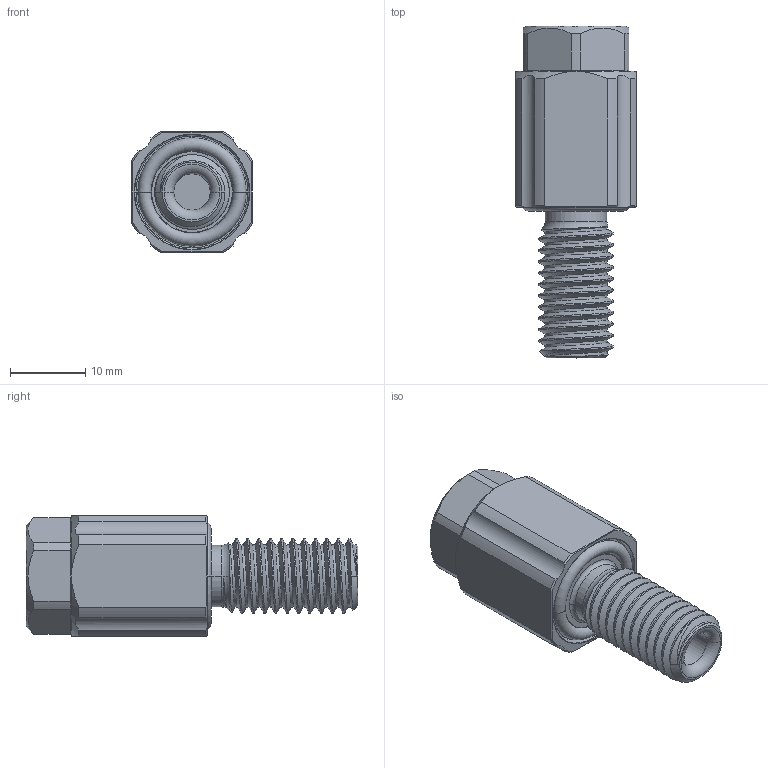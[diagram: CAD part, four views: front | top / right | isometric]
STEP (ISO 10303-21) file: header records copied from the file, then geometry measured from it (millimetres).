
FILE_DESCRIPTION (( 'STEP AP214' ), '1' );
FILE_NAME ('WLP-M10-6.5MM-R1-PUBLIC.STEP', '2021-06-03T23:47:59', ( '' ), ( '' ), 'SwSTEP 2.0', 'SolidWorks 2020', '' );
FILE_SCHEMA (( 'AUTOMOTIVE_DESIGN' ));
Length unit declared in the file: foot
Products named in the file (1): WLP-M10-6.5MM-R1-PUBLIC
Bounding box: 16 x 44 x 16 mm (x, y, z)
Surface area: 3394.2 mm2 (no closed solid volume)
Topology: 0 solids, 4 shells, 116 faces, 306 edges, 196 vertices
Faces by surface type: cylinder 50, cone 25, plane 24, torus 14, bspline 3
Entity records: 8683 total; most frequent: CARTESIAN_POINT 4466, ORIENTED_EDGE 584, DIRECTION 529, EDGE_CURVE 306, AXIS2_PLACEMENT_3D 222, VERTEX_POINT 196, EDGE_LOOP 121, UNCERTAINTY_MEASURE_WITH_UNIT 118
